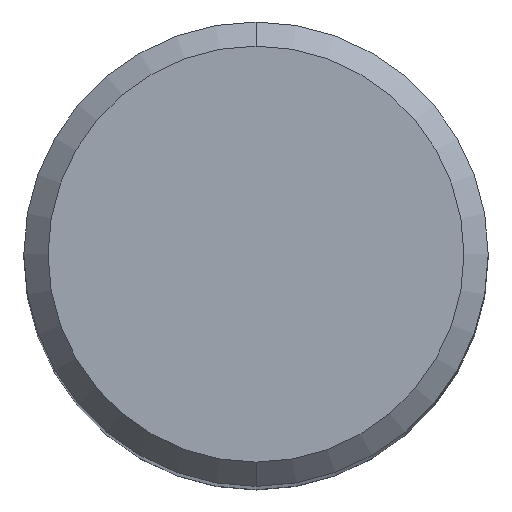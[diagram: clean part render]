
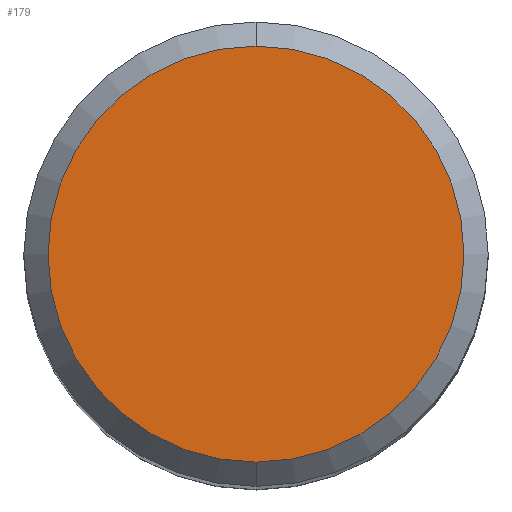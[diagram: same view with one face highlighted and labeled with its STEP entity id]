
A CAD part, top view. The second image highlights one B-rep face of the part: STEP entity #179.
In plain terms, the highlighted planar face has unit normal (0, 0, 1).
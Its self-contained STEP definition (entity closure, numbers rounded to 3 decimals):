
#179=ADVANCED_FACE('',(#415),#416,.T.);
#195=EDGE_CURVE('',#293,#239,#433,.T.);
#229=EDGE_CURVE('',#239,#293,#475,.T.);
#239=VERTEX_POINT('',#487);
#293=VERTEX_POINT('',#547);
#415=FACE_OUTER_BOUND('',#687,.T.);
#416=PLANE('',#688);
#433=CIRCLE('',#715,4.3);
#475=CIRCLE('',#764,4.3);
#487=CARTESIAN_POINT('',(0.0,4.3,0.));
#547=CARTESIAN_POINT('',(0.,-4.3,0.));
#687=EDGE_LOOP('',(#1000,#1001));
#688=AXIS2_PLACEMENT_3D('',#1002,#1003,#1004);
#715=AXIS2_PLACEMENT_3D('',#1020,#1021,#1022);
#764=AXIS2_PLACEMENT_3D('',#1083,#1084,#1085);
#1000=ORIENTED_EDGE('',*,*,#229,.F.);
#1001=ORIENTED_EDGE('',*,*,#195,.F.);
#1002=CARTESIAN_POINT('',(0.0,2.15,0.));
#1003=DIRECTION('',(-0.0,0.0,1.0));
#1004=DIRECTION('',(0.0,-1.0,0.0));
#1020=CARTESIAN_POINT('',(0.0,0.0,0.));
#1021=DIRECTION('',(0.0,0.0,-1.0));
#1022=DIRECTION('',(0.0,1.0,0.0));
#1083=CARTESIAN_POINT('',(0.0,0.0,0.));
#1084=DIRECTION('',(0.0,0.0,-1.0));
#1085=DIRECTION('',(0.0,1.0,0.0));
